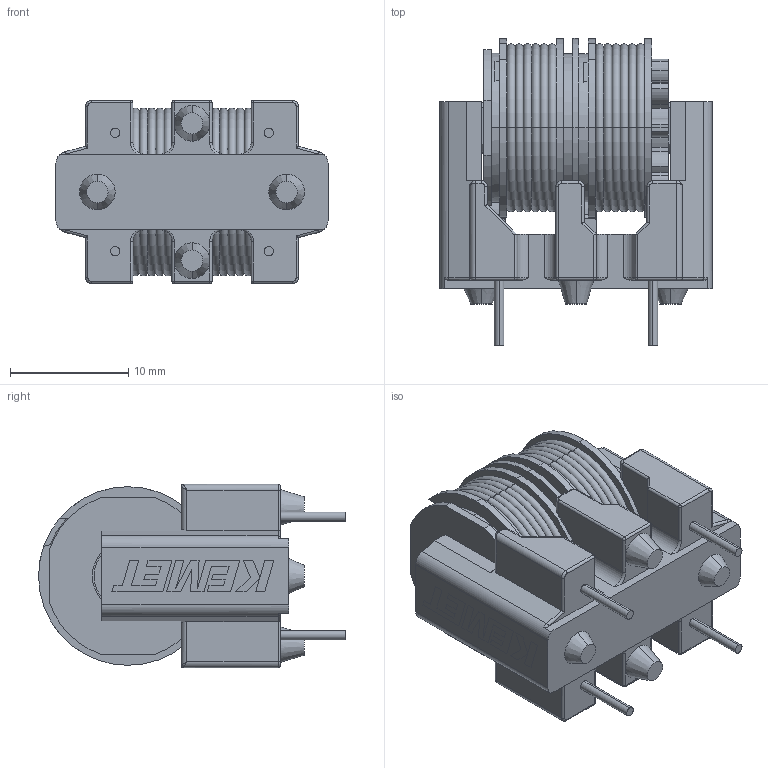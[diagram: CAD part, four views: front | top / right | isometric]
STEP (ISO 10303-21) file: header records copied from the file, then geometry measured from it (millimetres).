
FILE_DESCRIPTION (( 'STEP AP214' ), '1' );
FILE_NAME ('SSB11V(MAX-LOGO).STEP', '2018-11-06T00:56:45', ( '' ), ( '' ), 'SwSTEP 2.0', 'SolidWorks 2018', '' );
FILE_SCHEMA (( 'AUTOMOTIVE_DESIGN' ));
Length unit declared in the file: millimetre
Products named in the file (1): SSB11V(MAX-LOGO)
Bounding box: 23 x 25.95 x 15.5 mm (x, y, z)
Volume: 4049.5 mm3; surface area: 5318.6 mm2
Topology: 1 solids, 1 shells, 552 faces, 1441 edges, 898 vertices
Faces by surface type: plane 242, cylinder 204, torus 64, cone 24, bspline 10, sphere 8
Entity records: 23247 total; most frequent: CARTESIAN_POINT 3441, DIRECTION 2956, ORIENTED_EDGE 2858, EDGE_CURVE 1429, AXIS2_PLACEMENT_3D 1058, VERTEX_POINT 898, LINE 840, VECTOR 840
